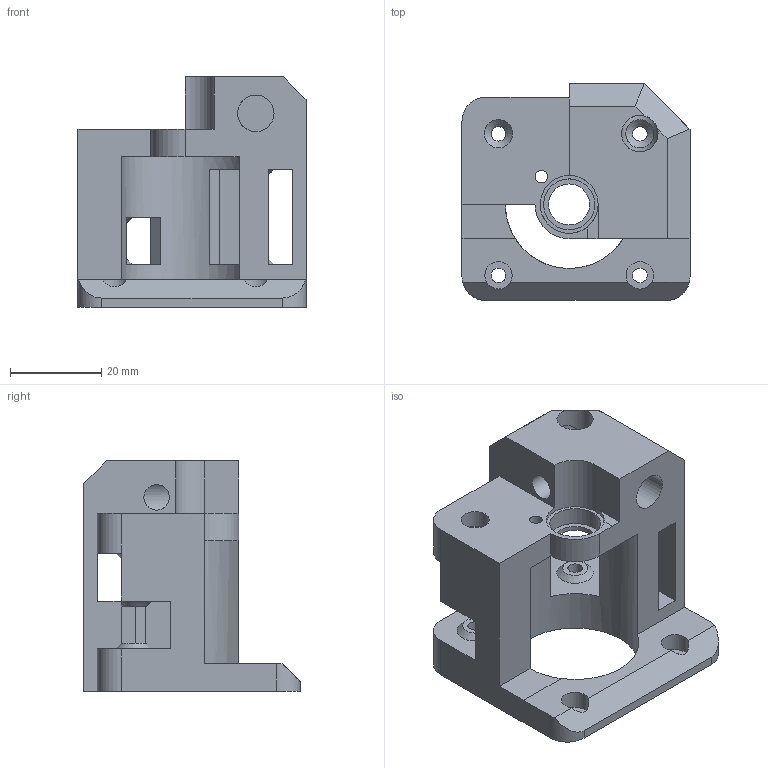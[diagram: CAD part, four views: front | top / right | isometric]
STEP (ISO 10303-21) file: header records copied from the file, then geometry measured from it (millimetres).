
FILE_DESCRIPTION(('FreeCAD Model'),'2;1');
FILE_NAME('Open CASCADE Shape Model','2024-09-25T10:29:30',('Author'),( ''),'Open CASCADE STEP processor 7.6','FreeCAD','Unknown');
FILE_SCHEMA(('AUTOMOTIVE_DESIGN { 1 0 10303 214 1 1 1 1 }'));
Length unit declared in the file: millimetre
Products named in the file (1): Chamfer013
Bounding box: 50 x 47.5 x 50.5 mm (x, y, z)
Volume: 37691.7 mm3; surface area: 16557.3 mm2
Topology: 1 solids, 1 shells, 101 faces, 276 edges, 180 vertices
Faces by surface type: plane 62, cylinder 28, cone 11
Full cylindrical faces by diameter (mm): 2.75 x1, 3.2 x6, 4.2 x4, 5.6 x1, 6 x2, 6.2 x2, 8 x2, 9 x1, 11.2 x1, 12.7 x1, 28 x1
Entity records: 3477 total; most frequent: CARTESIAN_POINT 789, ORIENTED_EDGE 552, DIRECTION 551, EDGE_CURVE 276, AXIS2_PLACEMENT_3D 194, VERTEX_POINT 180, LINE 163, VECTOR 163
